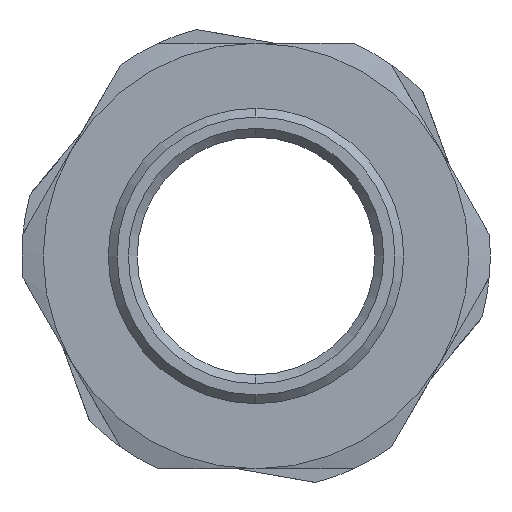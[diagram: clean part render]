
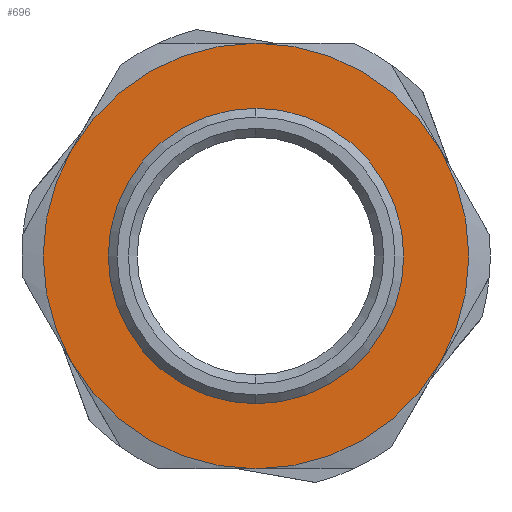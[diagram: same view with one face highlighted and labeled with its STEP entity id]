
A CAD part, left-side view. The second image highlights one B-rep face of the part: STEP entity #696.
In plain terms, the highlighted planar face has unit normal (-1, 0, 0).
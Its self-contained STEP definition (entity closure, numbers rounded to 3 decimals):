
#12 = CIRCLE ( 'NONE', #563, 12.5 ) ;
#45 = CIRCLE ( 'NONE', #2594, 18. ) ;
#47 = EDGE_CURVE ( 'NONE', #2448, #2249, #45, .T. ) ;
#50 = ORIENTED_EDGE ( 'NONE', *, *, #1980, .F. ) ;
#100 = DIRECTION ( 'NONE',  ( 1., 0., 0. ) ) ;
#108 = DIRECTION ( 'NONE',  ( 1., 0., 0. ) ) ;
#191 = DIRECTION ( 'NONE',  ( -1., 0., 0. ) ) ;
#221 = CIRCLE ( 'NONE', #322, 18. ) ;
#228 = AXIS2_PLACEMENT_3D ( 'NONE', #1052, #1885, #1030 ) ;
#242 = VERTEX_POINT ( 'NONE', #873 ) ;
#317 = DIRECTION ( 'NONE',  ( 0., 0., -1. ) ) ;
#322 = AXIS2_PLACEMENT_3D ( 'NONE', #825, #2762, #2806 ) ;
#325 = EDGE_LOOP ( 'NONE', ( #1336, #1113 ) ) ;
#350 = CARTESIAN_POINT ( 'NONE',  ( 15.3, 0., 0. ) ) ;
#503 = EDGE_LOOP ( 'NONE', ( #2695, #2485, #2077, #50, #2252, #2773 ) ) ;
#517 = EDGE_CURVE ( 'NONE', #1282, #1332, #12, .T. ) ;
#522 = EDGE_CURVE ( 'NONE', #2120, #2765, #1601, .T. ) ;
#542 = DIRECTION ( 'NONE',  ( 0., 0., -1. ) ) ;
#563 = AXIS2_PLACEMENT_3D ( 'NONE', #350, #1629, #542 ) ;
#621 = PLANE ( 'NONE',  #228 ) ;
#636 = CARTESIAN_POINT ( 'NONE',  ( 15.3, 0., 0. ) ) ;
#696 = ADVANCED_FACE ( 'NONE', ( #1803, #2625 ), #621, .F. ) ;
#712 = CARTESIAN_POINT ( 'NONE',  ( 15.3, 0., -18. ) ) ;
#822 = DIRECTION ( 'NONE',  ( 0., 0., 1. ) ) ;
#825 = CARTESIAN_POINT ( 'NONE',  ( 15.3, 0., 0. ) ) ;
#873 = CARTESIAN_POINT ( 'NONE',  ( 15.3, 0., 18. ) ) ;
#913 = AXIS2_PLACEMENT_3D ( 'NONE', #636, #191, #822 ) ;
#927 = CARTESIAN_POINT ( 'NONE',  ( 15.3, 0., 0. ) ) ;
#965 = VERTEX_POINT ( 'NONE', #1779 ) ;
#1030 = DIRECTION ( 'NONE',  ( 0., 0., -1. ) ) ;
#1052 = CARTESIAN_POINT ( 'NONE',  ( 15.3, 12.5, 0. ) ) ;
#1070 = CARTESIAN_POINT ( 'NONE',  ( 15.3, 15.588, -9. ) ) ;
#1077 = CARTESIAN_POINT ( 'NONE',  ( 15.3, -15.588, -9. ) ) ;
#1113 = ORIENTED_EDGE ( 'NONE', *, *, #1346, .T. ) ;
#1149 = DIRECTION ( 'NONE',  ( 0., 0., -1. ) ) ;
#1234 = CARTESIAN_POINT ( 'NONE',  ( 15.3, 0., 0. ) ) ;
#1241 = CIRCLE ( 'NONE', #913, 18. ) ;
#1243 = CARTESIAN_POINT ( 'NONE',  ( 15.3, 0., -12.5 ) ) ;
#1282 = VERTEX_POINT ( 'NONE', #1243 ) ;
#1332 = VERTEX_POINT ( 'NONE', #2176 ) ;
#1336 = ORIENTED_EDGE ( 'NONE', *, *, #517, .T. ) ;
#1346 = EDGE_CURVE ( 'NONE', #1332, #1282, #2578, .T. ) ;
#1365 = EDGE_CURVE ( 'NONE', #965, #2120, #2295, .T. ) ;
#1402 = DIRECTION ( 'NONE',  ( 0., 0., -1. ) ) ;
#1591 = AXIS2_PLACEMENT_3D ( 'NONE', #2043, #100, #1402 ) ;
#1600 = CARTESIAN_POINT ( 'NONE',  ( 15.3, 0., 0. ) ) ;
#1601 = CIRCLE ( 'NONE', #2321, 18. ) ;
#1629 = DIRECTION ( 'NONE',  ( 1., 0., 0. ) ) ;
#1675 = AXIS2_PLACEMENT_3D ( 'NONE', #1234, #2322, #2111 ) ;
#1779 = CARTESIAN_POINT ( 'NONE',  ( 15.3, -15.588, 9. ) ) ;
#1803 = FACE_BOUND ( 'NONE', #325, .T. ) ;
#1885 = DIRECTION ( 'NONE',  ( 1., 0., 0. ) ) ;
#1980 = EDGE_CURVE ( 'NONE', #242, #965, #2310, .T. ) ;
#2043 = CARTESIAN_POINT ( 'NONE',  ( 15.3, 0., 0. ) ) ;
#2063 = DIRECTION ( 'NONE',  ( 0., 0., -1. ) ) ;
#2077 = ORIENTED_EDGE ( 'NONE', *, *, #1365, .F. ) ;
#2111 = DIRECTION ( 'NONE',  ( 0., 0., -1. ) ) ;
#2118 = EDGE_CURVE ( 'NONE', #242, #2249, #1241, .T. ) ;
#2120 = VERTEX_POINT ( 'NONE', #1077 ) ;
#2176 = CARTESIAN_POINT ( 'NONE',  ( 15.3, 0., 12.5 ) ) ;
#2249 = VERTEX_POINT ( 'NONE', #2722 ) ;
#2252 = ORIENTED_EDGE ( 'NONE', *, *, #2118, .T. ) ;
#2283 = CARTESIAN_POINT ( 'NONE',  ( 15.3, 0., 0. ) ) ;
#2295 = CIRCLE ( 'NONE', #2605, 18. ) ;
#2310 = CIRCLE ( 'NONE', #1675, 18. ) ;
#2321 = AXIS2_PLACEMENT_3D ( 'NONE', #2283, #108, #2063 ) ;
#2322 = DIRECTION ( 'NONE',  ( 1., 0., 0. ) ) ;
#2362 = EDGE_CURVE ( 'NONE', #2765, #2448, #221, .T. ) ;
#2448 = VERTEX_POINT ( 'NONE', #1070 ) ;
#2463 = DIRECTION ( 'NONE',  ( 1., 0., 0. ) ) ;
#2485 = ORIENTED_EDGE ( 'NONE', *, *, #522, .F. ) ;
#2578 = CIRCLE ( 'NONE', #1591, 12.5 ) ;
#2594 = AXIS2_PLACEMENT_3D ( 'NONE', #927, #2463, #1149 ) ;
#2605 = AXIS2_PLACEMENT_3D ( 'NONE', #1600, #2731, #317 ) ;
#2625 = FACE_OUTER_BOUND ( 'NONE', #503, .T. ) ;
#2695 = ORIENTED_EDGE ( 'NONE', *, *, #2362, .F. ) ;
#2722 = CARTESIAN_POINT ( 'NONE',  ( 15.3, 15.588, 9. ) ) ;
#2731 = DIRECTION ( 'NONE',  ( 1., 0., 0. ) ) ;
#2762 = DIRECTION ( 'NONE',  ( 1., 0., 0. ) ) ;
#2765 = VERTEX_POINT ( 'NONE', #712 ) ;
#2773 = ORIENTED_EDGE ( 'NONE', *, *, #47, .F. ) ;
#2806 = DIRECTION ( 'NONE',  ( 0., 0., -1. ) ) ;
